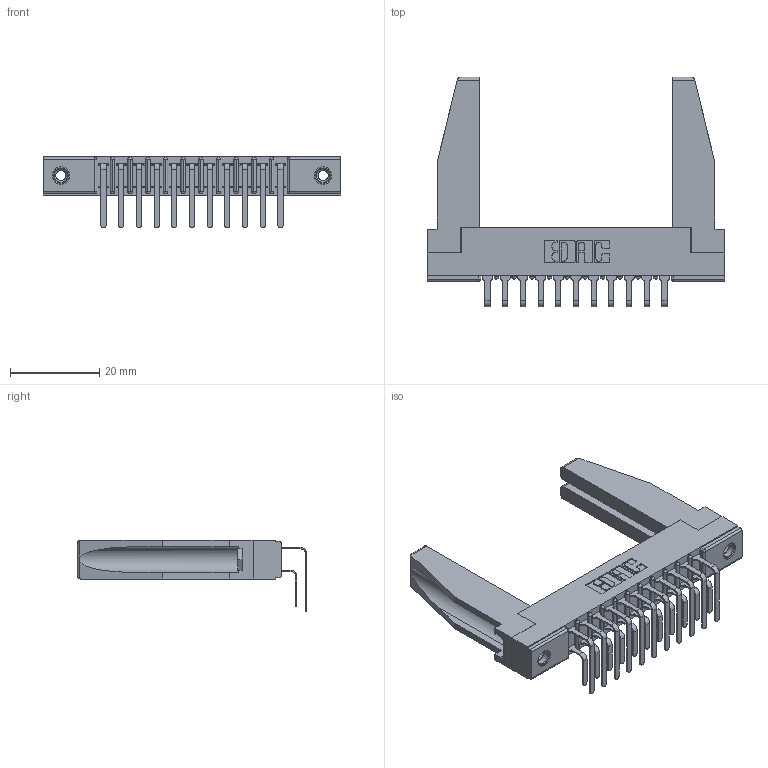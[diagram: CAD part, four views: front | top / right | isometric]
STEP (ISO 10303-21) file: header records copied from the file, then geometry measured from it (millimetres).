
FILE_DESCRIPTION (( 'STEP AP203' ), '1' );
FILE_NAME ('307-011-459-178.STEP', '2020-09-25T09:53:24', ( '' ), ( '' ), 'SwSTEP 2.0', 'SolidWorks 2020', '' );
FILE_SCHEMA (( 'CONFIG_CONTROL_DESIGN' ));
Length unit declared in the file: inch
Products named in the file (6): 345-250-001_345-250-001-102; 307-011-459-178; 307-290-001_559 - 2 (Single); 307 Part_.156 Dia Mounting Holes; 307-220-078; 307-290-001_558 559 - 1 (Single)
Assembly tree (27 placements, depth 2):
  307-011-459-178
    307 Part_.156 Dia Mounting Holes
    307-290-001_558 559 - 1 (Single)  x11
    307-290-001_559 - 2 (Single)  x11
    307-220-078  x2
    345-250-001_345-250-001-102  x2
Bounding box: 66.6 x 51.4 x 16.08 mm (x, y, z)
Volume: 8448.4 mm3; surface area: 11668.1 mm2
Topology: 27 solids, 27 shells, 1360 faces, 3777 edges, 2446 vertices
Faces by surface type: plane 880, cylinder 440, sphere 24, cone 12, torus 4
Entity records: 17490 total; most frequent: CARTESIAN_POINT 2883, ORIENTED_EDGE 2812, DIRECTION 2790, EDGE_CURVE 1406, LINE 1068, VECTOR 1068, VERTEX_POINT 912, AXIS2_PLACEMENT_3D 861
